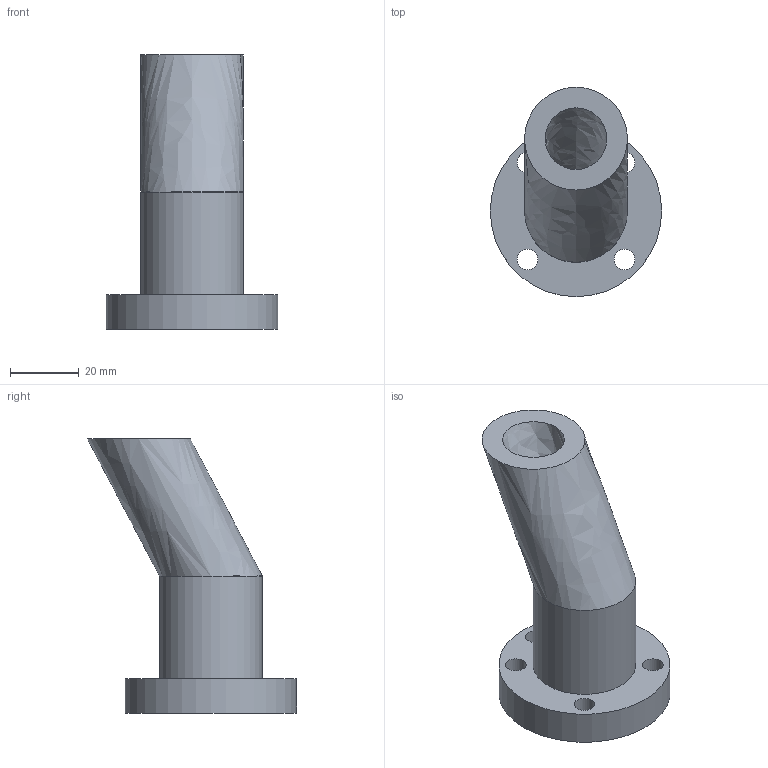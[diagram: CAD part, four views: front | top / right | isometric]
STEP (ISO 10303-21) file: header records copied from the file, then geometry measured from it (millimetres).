
FILE_DESCRIPTION(/* description */ (''),/* implementation_level */ '2;1');
FILE_NAME(/* name */ 'BridaEnsambleC.stp',/* time_stamp */ '2023-09-05T21:25:13-05:00',/* author */ ('Juandrosa'),/* organization */ (''),/* preprocessor_version */ 'ST-DEVELOPER v19.2',/* originating_system */ 'Autodesk Inventor 2024',/* authorisation */ '');
FILE_SCHEMA (('AUTOMOTIVE_DESIGN { 1 0 10303 214 3 1 1 }'));
Products named in the file (3): BridaEnsamble; base; SoporteMarcador
Assembly tree (2 placements, depth 2):
  BridaEnsamble
    base
    SoporteMarcador
Bounding box: 50 x 61 x 80 mm (x, y, z)
Volume: 47339 mm3; surface area: 18069.5 mm2
Topology: 2 solids, 2 shells, 15 faces, 30 edges, 20 vertices
Faces by surface type: cylinder 8, plane 5, bspline 2
Full cylindrical faces by diameter (mm): 6 x5, 18 x1, 30 x1, 50 x1
Entity records: 565 total; most frequent: CARTESIAN_POINT 106, DIRECTION 84, ORIENTED_EDGE 60, AXIS2_PLACEMENT_3D 38, EDGE_LOOP 30, EDGE_CURVE 30, CIRCLE 20, VERTEX_POINT 20
